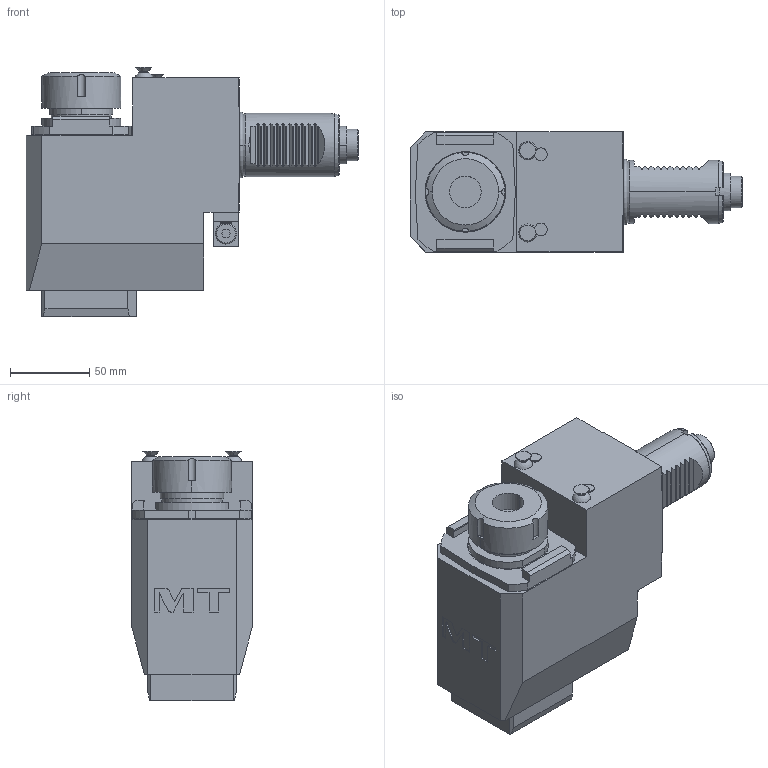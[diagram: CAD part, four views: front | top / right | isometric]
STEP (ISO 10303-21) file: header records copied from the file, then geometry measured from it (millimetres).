
FILE_DESCRIPTION((''),'2;1');
FILE_NAME('SAU0152632_CONF','2024-02-02T16:31:52',('alessandro'),('M.T. srl'),'CREO PARAMETRIC BY PTC INC, 2021072','CREO PARAMETRIC BY PTC INC, 2021072','');
FILE_SCHEMA(('CONFIG_CONTROL_DESIGN'));
Length unit declared in the file: millimetre
Products named in the file (1): SAU0152632_CONF
Bounding box: 210 x 76 x 157.55 mm (x, y, z)
Volume: 1301710.5 mm3; surface area: 99806 mm2
Topology: 1 solids, 1 shells, 518 faces, 1441 edges, 956 vertices
Faces by surface type: plane 320, cylinder 148, cone 26, extrusion 12, torus 10, sphere 2
Entity records: 17943 total; most frequent: CARTESIAN_POINT 4905, ORIENTED_EDGE 2882, DIRECTION 2471, EDGE_CURVE 1441, VERTEX_POINT 956, AXIS2_PLACEMENT_3D 832, VECTOR 807, LINE 795
